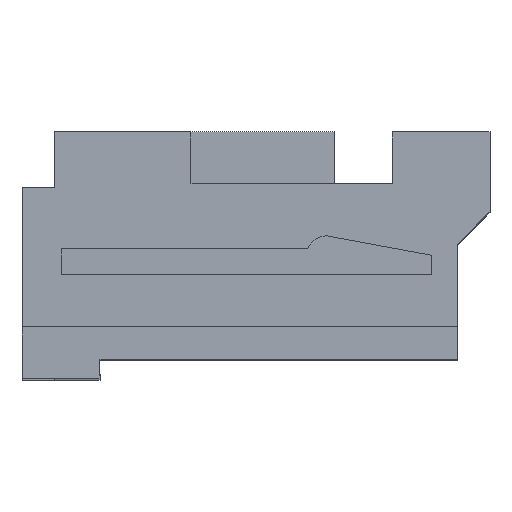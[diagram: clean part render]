
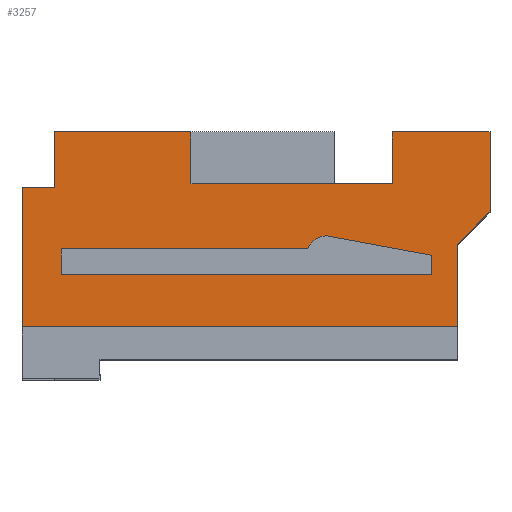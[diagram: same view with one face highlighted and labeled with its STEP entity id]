
A CAD part, top view. The second image highlights one B-rep face of the part: STEP entity #3257.
In plain terms, the highlighted planar face has unit normal (0, 0, 1).
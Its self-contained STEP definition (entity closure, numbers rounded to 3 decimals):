
#22 = DIRECTION ( 'NONE',  ( 0., -1., 0. ) ) ;
#66 = CARTESIAN_POINT ( 'NONE',  ( 0.6, 0.1, 3.9 ) ) ;
#68 = ORIENTED_EDGE ( 'NONE', *, *, #2421, .T. ) ;
#79 = EDGE_CURVE ( 'NONE', #4148, #2238, #3786, .T. ) ;
#91 = LINE ( 'NONE', #1932, #1433 ) ;
#103 = EDGE_CURVE ( 'NONE', #2735, #3051, #526, .T. ) ;
#149 = LINE ( 'NONE', #1499, #2783 ) ;
#179 = CARTESIAN_POINT ( 'NONE',  ( 5.7, 1.9, 3.9 ) ) ;
#272 = EDGE_CURVE ( 'NONE', #5480, #1892, #1674, .T. ) ;
#287 = ORIENTED_EDGE ( 'NONE', *, *, #3141, .T. ) ;
#333 = CARTESIAN_POINT ( 'NONE',  ( 7.2, 0.671, 3.9 ) ) ;
#455 = CARTESIAN_POINT ( 'NONE',  ( 4.684, 0.3, 3.9 ) ) ;
#459 = VECTOR ( 'NONE', #5608, 1000. ) ;
#501 = VECTOR ( 'NONE', #2902, 1000. ) ;
#526 = LINE ( 'NONE', #2874, #1744 ) ;
#549 = ORIENTED_EDGE ( 'NONE', *, *, #1732, .T. ) ;
#584 = DIRECTION ( 'NONE',  ( -1., 0., 0. ) ) ;
#608 = VERTEX_POINT ( 'NONE', #2988 ) ;
#619 = DIRECTION ( 'NONE',  ( 1., 0., 0. ) ) ;
#623 = CARTESIAN_POINT ( 'NONE',  ( 0., 1.05, 3.9 ) ) ;
#664 = LINE ( 'NONE', #1056, #3134 ) ;
#677 = CARTESIAN_POINT ( 'NONE',  ( 6.3, 0., 3.9 ) ) ;
#768 = EDGE_CURVE ( 'NONE', #4690, #5480, #5829, .T. ) ;
#802 = VECTOR ( 'NONE', #3393, 1000. ) ;
#819 = ORIENTED_EDGE ( 'NONE', *, *, #4623, .T. ) ;
#870 = CARTESIAN_POINT ( 'NONE',  ( 0., 0., 3.9 ) ) ;
#1018 = CARTESIAN_POINT ( 'NONE',  ( 10., 0.3, 3.9 ) ) ;
#1056 = CARTESIAN_POINT ( 'NONE',  ( 0., 1.1, 3.9 ) ) ;
#1067 = LINE ( 'NONE', #5253, #501 ) ;
#1091 = EDGE_CURVE ( 'NONE', #1261, #4441, #1345, .T. ) ;
#1103 = FACE_BOUND ( 'NONE', #1990, .T. ) ;
#1104 = LINE ( 'NONE', #4768, #3772 ) ;
#1144 = DIRECTION ( 'NONE',  ( 0., 1., 0. ) ) ;
#1163 = CARTESIAN_POINT ( 'NONE',  ( 0.5, 1.05, 3.9 ) ) ;
#1201 = ORIENTED_EDGE ( 'NONE', *, *, #272, .T. ) ;
#1203 = CARTESIAN_POINT ( 'NONE',  ( 4.4, 0.1, 3.9 ) ) ;
#1261 = VERTEX_POINT ( 'NONE', #1163 ) ;
#1345 = LINE ( 'NONE', #5550, #3580 ) ;
#1373 = LINE ( 'NONE', #870, #4954 ) ;
#1414 = ORIENTED_EDGE ( 'NONE', *, *, #5883, .F. ) ;
#1433 = VECTOR ( 'NONE', #1475, 1000. ) ;
#1452 = ORIENTED_EDGE ( 'NONE', *, *, #768, .T. ) ;
#1458 = CARTESIAN_POINT ( 'NONE',  ( 4.4, 0.1, 3.9 ) ) ;
#1475 = DIRECTION ( 'NONE',  ( 0., -1., 0. ) ) ;
#1480 = VERTEX_POINT ( 'NONE', #4021 ) ;
#1499 = CARTESIAN_POINT ( 'NONE',  ( 0., -1.101, 3.9 ) ) ;
#1534 = LINE ( 'NONE', #5643, #459 ) ;
#1559 = CARTESIAN_POINT ( 'NONE',  ( 8.415, 1.885, 3.9 ) ) ;
#1674 = LINE ( 'NONE', #5317, #5716 ) ;
#1732 = EDGE_CURVE ( 'NONE', #2227, #4690, #3292, .T. ) ;
#1744 = VECTOR ( 'NONE', #4642, 1000. ) ;
#1751 = EDGE_CURVE ( 'NONE', #608, #5546, #5218, .T. ) ;
#1787 = EDGE_CURVE ( 'NONE', #1892, #608, #1067, .T. ) ;
#1892 = VERTEX_POINT ( 'NONE', #677 ) ;
#1897 = ORIENTED_EDGE ( 'NONE', *, *, #4890, .T. ) ;
#1932 = CARTESIAN_POINT ( 'NONE',  ( 7.2, 0., 3.9 ) ) ;
#1983 = EDGE_LOOP ( 'NONE', ( #4899, #3320, #1414, #1897, #4082, #68, #5631, #3143, #4181, #287, #819, #3224 ) ) ;
#1990 = EDGE_LOOP ( 'NONE', ( #5824, #3513, #4256, #549, #1452, #1201 ) ) ;
#2025 = CARTESIAN_POINT ( 'NONE',  ( 2.6, 1.1, 3.9 ) ) ;
#2190 = VERTEX_POINT ( 'NONE', #5648 ) ;
#2227 = VERTEX_POINT ( 'NONE', #66 ) ;
#2228 = CARTESIAN_POINT ( 'NONE',  ( 5.7, 1.1, 3.9 ) ) ;
#2238 = VERTEX_POINT ( 'NONE', #2925 ) ;
#2421 = EDGE_CURVE ( 'NONE', #4148, #1261, #4970, .T. ) ;
#2440 = CARTESIAN_POINT ( 'NONE',  ( 0., -1.101, 3.9 ) ) ;
#2460 = DIRECTION ( 'NONE',  ( 0., 1., 0. ) ) ;
#2590 = CARTESIAN_POINT ( 'NONE',  ( 6.7, -0.3, 3.9 ) ) ;
#2651 = VERTEX_POINT ( 'NONE', #4518 ) ;
#2705 = VECTOR ( 'NONE', #619, 1000. ) ;
#2732 = LINE ( 'NONE', #4154, #5642 ) ;
#2735 = VERTEX_POINT ( 'NONE', #2228 ) ;
#2783 = VECTOR ( 'NONE', #5752, 1000. ) ;
#2874 = CARTESIAN_POINT ( 'NONE',  ( 5.7, 1.1, 3.9 ) ) ;
#2902 = DIRECTION ( 'NONE',  ( 0., -1., 0. ) ) ;
#2921 = DIRECTION ( 'NONE',  ( 1., 0., 0. ) ) ;
#2925 = CARTESIAN_POINT ( 'NONE',  ( 2.6, 1.9, 3.9 ) ) ;
#2931 = DIRECTION ( 'NONE',  ( 1., 0., 0. ) ) ;
#2962 = DIRECTION ( 'NONE',  ( 0.983, -0.182, 0. ) ) ;
#2988 = CARTESIAN_POINT ( 'NONE',  ( 6.3, -0.3, 3.9 ) ) ;
#3039 = EDGE_CURVE ( 'NONE', #5546, #2227, #1534, .T. ) ;
#3051 = VERTEX_POINT ( 'NONE', #179 ) ;
#3134 = VECTOR ( 'NONE', #2921, 1000. ) ;
#3141 = EDGE_CURVE ( 'NONE', #1480, #2190, #3892, .T. ) ;
#3143 = ORIENTED_EDGE ( 'NONE', *, *, #4817, .T. ) ;
#3166 = VECTOR ( 'NONE', #22, 1000. ) ;
#3182 = AXIS2_PLACEMENT_3D ( 'NONE', #4538, #3560, #4570 ) ;
#3197 = CARTESIAN_POINT ( 'NONE',  ( 0.6, -0.3, 3.9 ) ) ;
#3224 = ORIENTED_EDGE ( 'NONE', *, *, #3945, .F. ) ;
#3257 = ADVANCED_FACE ( 'NONE', ( #1103, #4214 ), #3755, .F. ) ;
#3292 = LINE ( 'NONE', #1458, #4759 ) ;
#3320 = ORIENTED_EDGE ( 'NONE', *, *, #103, .F. ) ;
#3384 = VECTOR ( 'NONE', #584, 1000. ) ;
#3393 = DIRECTION ( 'NONE',  ( 0.707, 0.707, 0. ) ) ;
#3513 = ORIENTED_EDGE ( 'NONE', *, *, #1751, .T. ) ;
#3519 = CARTESIAN_POINT ( 'NONE',  ( 0.5, 1.9, 3.9 ) ) ;
#3544 = AXIS2_PLACEMENT_3D ( 'NONE', #1018, #5192, #2460 ) ;
#3560 = DIRECTION ( 'NONE',  ( 0., 0., -1. ) ) ;
#3580 = VECTOR ( 'NONE', #3762, 1000. ) ;
#3755 = PLANE ( 'NONE',  #3544 ) ;
#3762 = DIRECTION ( 'NONE',  ( -1., 0., 0. ) ) ;
#3772 = VECTOR ( 'NONE', #4736, 1000. ) ;
#3786 = LINE ( 'NONE', #5165, #2705 ) ;
#3892 = LINE ( 'NONE', #2590, #4617 ) ;
#3945 = EDGE_CURVE ( 'NONE', #2651, #5523, #91, .T. ) ;
#3951 = VERTEX_POINT ( 'NONE', #2025 ) ;
#4021 = CARTESIAN_POINT ( 'NONE',  ( 6.7, -1.101, 3.9 ) ) ;
#4082 = ORIENTED_EDGE ( 'NONE', *, *, #79, .F. ) ;
#4148 = VERTEX_POINT ( 'NONE', #3519 ) ;
#4154 = CARTESIAN_POINT ( 'NONE',  ( 2.6, 1.1, 3.9 ) ) ;
#4181 = ORIENTED_EDGE ( 'NONE', *, *, #5380, .F. ) ;
#4214 = FACE_OUTER_BOUND ( 'NONE', #1983, .T. ) ;
#4256 = ORIENTED_EDGE ( 'NONE', *, *, #3039, .T. ) ;
#4411 = EDGE_CURVE ( 'NONE', #3051, #2651, #1104, .T. ) ;
#4441 = VERTEX_POINT ( 'NONE', #623 ) ;
#4518 = CARTESIAN_POINT ( 'NONE',  ( 7.2, 1.9, 3.9 ) ) ;
#4538 = CARTESIAN_POINT ( 'NONE',  ( 4.688, -0.008, 3.9 ) ) ;
#4570 = DIRECTION ( 'NONE',  ( 1., 0., 0. ) ) ;
#4584 = DIRECTION ( 'NONE',  ( 0., 1., 0. ) ) ;
#4617 = VECTOR ( 'NONE', #1144, 1000. ) ;
#4623 = EDGE_CURVE ( 'NONE', #2190, #5523, #5556, .T. ) ;
#4642 = DIRECTION ( 'NONE',  ( 0., 1., 0. ) ) ;
#4690 = VERTEX_POINT ( 'NONE', #1203 ) ;
#4736 = DIRECTION ( 'NONE',  ( 1., 0., 0. ) ) ;
#4759 = VECTOR ( 'NONE', #2931, 1000. ) ;
#4768 = CARTESIAN_POINT ( 'NONE',  ( 7.2, 1.9, 3.9 ) ) ;
#4790 = CARTESIAN_POINT ( 'NONE',  ( 10., -0.3, 3.9 ) ) ;
#4817 = EDGE_CURVE ( 'NONE', #4441, #5464, #1373, .T. ) ;
#4890 = EDGE_CURVE ( 'NONE', #3951, #2238, #2732, .T. ) ;
#4899 = ORIENTED_EDGE ( 'NONE', *, *, #4411, .F. ) ;
#4954 = VECTOR ( 'NONE', #4990, 1000. ) ;
#4970 = LINE ( 'NONE', #5632, #3166 ) ;
#4990 = DIRECTION ( 'NONE',  ( 0., -1., 0. ) ) ;
#5165 = CARTESIAN_POINT ( 'NONE',  ( 7.2, 1.9, 3.9 ) ) ;
#5192 = DIRECTION ( 'NONE',  ( 0., 0., -1. ) ) ;
#5218 = LINE ( 'NONE', #4790, #3384 ) ;
#5253 = CARTESIAN_POINT ( 'NONE',  ( 6.3, 0., 3.9 ) ) ;
#5317 = CARTESIAN_POINT ( 'NONE',  ( 6.3, 0., 3.9 ) ) ;
#5380 = EDGE_CURVE ( 'NONE', #1480, #5464, #149, .T. ) ;
#5464 = VERTEX_POINT ( 'NONE', #2440 ) ;
#5480 = VERTEX_POINT ( 'NONE', #455 ) ;
#5523 = VERTEX_POINT ( 'NONE', #333 ) ;
#5546 = VERTEX_POINT ( 'NONE', #3197 ) ;
#5550 = CARTESIAN_POINT ( 'NONE',  ( 10., 1.05, 3.9 ) ) ;
#5556 = LINE ( 'NONE', #1559, #802 ) ;
#5608 = DIRECTION ( 'NONE',  ( 0., 1., 0. ) ) ;
#5631 = ORIENTED_EDGE ( 'NONE', *, *, #1091, .T. ) ;
#5632 = CARTESIAN_POINT ( 'NONE',  ( 0.5, 0.3, 3.9 ) ) ;
#5642 = VECTOR ( 'NONE', #4584, 1000. ) ;
#5643 = CARTESIAN_POINT ( 'NONE',  ( 0.6, 0.1, 3.9 ) ) ;
#5648 = CARTESIAN_POINT ( 'NONE',  ( 6.7, 0.171, 3.9 ) ) ;
#5716 = VECTOR ( 'NONE', #2962, 1000. ) ;
#5752 = DIRECTION ( 'NONE',  ( -1., 0., 0. ) ) ;
#5824 = ORIENTED_EDGE ( 'NONE', *, *, #1787, .T. ) ;
#5829 = CIRCLE ( 'NONE', #3182, 0.308 ) ;
#5883 = EDGE_CURVE ( 'NONE', #3951, #2735, #664, .T. ) ;
